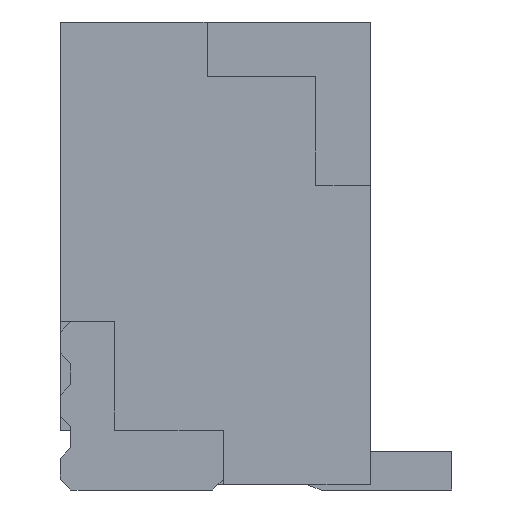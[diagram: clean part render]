
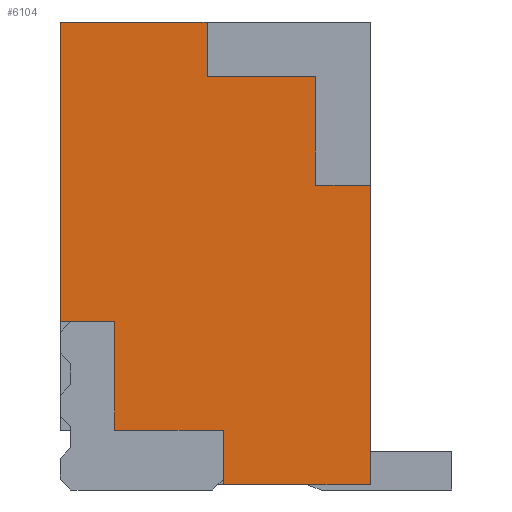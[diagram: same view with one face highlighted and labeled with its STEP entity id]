
A CAD part, left-side view. The second image highlights one B-rep face of the part: STEP entity #6104.
In plain terms, the highlighted planar face has unit normal (-1, 0, 0).
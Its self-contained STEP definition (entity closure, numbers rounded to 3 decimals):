
#244=FACE_OUTER_BOUND('',#568,.T.);
#568=EDGE_LOOP('',(#4845,#4846,#4847,#4848,#4849,#4850,#4851,#4852,#4853,
#4854,#4855,#4856));
#1128=LINE('',#8889,#1958);
#1158=LINE('',#8950,#1988);
#1210=LINE('',#9056,#2040);
#1217=LINE('',#9069,#2047);
#1220=LINE('',#9074,#2050);
#1222=LINE('',#9078,#2052);
#1225=LINE('',#9086,#2055);
#1229=LINE('',#9094,#2059);
#1232=LINE('',#9100,#2062);
#1235=LINE('',#9105,#2065);
#1267=LINE('',#9168,#2097);
#1268=LINE('',#9170,#2098);
#1958=VECTOR('',#7304,2.75);
#1988=VECTOR('',#7352,1.35);
#2040=VECTOR('',#7436,0.5);
#2047=VECTOR('',#7449,0.5);
#2050=VECTOR('',#7454,1.);
#2052=VECTOR('',#7460,1.);
#2055=VECTOR('',#7467,0.5);
#2059=VECTOR('',#7473,1.);
#2062=VECTOR('',#7478,1.);
#2065=VECTOR('',#7483,0.5);
#2097=VECTOR('',#7519,1.35);
#2098=VECTOR('',#7522,2.75);
#2640=VERTEX_POINT('',#8886);
#2641=VERTEX_POINT('',#8888);
#2658=VERTEX_POINT('',#8938);
#2700=VERTEX_POINT('',#9053);
#2701=VERTEX_POINT('',#9055);
#2704=VERTEX_POINT('',#9067);
#2705=VERTEX_POINT('',#9072);
#2707=VERTEX_POINT('',#9084);
#2708=VERTEX_POINT('',#9085);
#2711=VERTEX_POINT('',#9093);
#2713=VERTEX_POINT('',#9099);
#2743=VERTEX_POINT('',#9166);
#3342=EDGE_CURVE('',#2641,#2640,#1128,.T.);
#3372=EDGE_CURVE('',#2658,#2641,#1158,.T.);
#3424=EDGE_CURVE('',#2701,#2700,#1210,.T.);
#3431=EDGE_CURVE('',#2640,#2704,#1217,.T.);
#3434=EDGE_CURVE('',#2704,#2705,#1220,.T.);
#3436=EDGE_CURVE('',#2705,#2701,#1222,.T.);
#3439=EDGE_CURVE('',#2707,#2708,#1225,.T.);
#3443=EDGE_CURVE('',#2708,#2711,#1229,.T.);
#3446=EDGE_CURVE('',#2711,#2713,#1232,.T.);
#3449=EDGE_CURVE('',#2713,#2658,#1235,.T.);
#3481=EDGE_CURVE('',#2700,#2743,#1267,.T.);
#3482=EDGE_CURVE('',#2743,#2707,#1268,.T.);
#4845=ORIENTED_EDGE('',*,*,#3431,.T.);
#4846=ORIENTED_EDGE('',*,*,#3434,.T.);
#4847=ORIENTED_EDGE('',*,*,#3436,.T.);
#4848=ORIENTED_EDGE('',*,*,#3424,.T.);
#4849=ORIENTED_EDGE('',*,*,#3481,.T.);
#4850=ORIENTED_EDGE('',*,*,#3482,.T.);
#4851=ORIENTED_EDGE('',*,*,#3439,.T.);
#4852=ORIENTED_EDGE('',*,*,#3443,.T.);
#4853=ORIENTED_EDGE('',*,*,#3446,.T.);
#4854=ORIENTED_EDGE('',*,*,#3449,.T.);
#4855=ORIENTED_EDGE('',*,*,#3372,.T.);
#4856=ORIENTED_EDGE('',*,*,#3342,.T.);
#5587=PLANE('',#6414);
#6104=ADVANCED_FACE('',(#244),#5587,.T.);
#6414=AXIS2_PLACEMENT_3D('',#9169,#7520,#7521);
#7304=DIRECTION('',(0.,0.,-1.));
#7352=DIRECTION('',(0.,1.,0.));
#7436=DIRECTION('',(0.,0.,-1.));
#7449=DIRECTION('',(0.,-1.,0.));
#7454=DIRECTION('',(0.,0.,-1.));
#7460=DIRECTION('',(0.,-1.,0.));
#7467=DIRECTION('',(0.,1.,0.));
#7473=DIRECTION('',(0.,0.,1.));
#7478=DIRECTION('',(0.,1.,0.));
#7483=DIRECTION('',(0.,0.,1.));
#7519=DIRECTION('',(0.,-1.,0.));
#7520=DIRECTION('center_axis',(-1.,0.,0.));
#7521=DIRECTION('ref_axis',(0.,0.,1.));
#7522=DIRECTION('',(0.,0.,1.));
#8886=CARTESIAN_POINT('',(-4.,2.9,1.5));
#8888=CARTESIAN_POINT('',(-4.,2.9,4.25));
#8889=CARTESIAN_POINT('',(-4.,2.9,4.25));
#8938=CARTESIAN_POINT('',(-4.,1.55,4.25));
#8950=CARTESIAN_POINT('',(-4.,0.05,4.25));
#9053=CARTESIAN_POINT('',(-4.,1.4,0.));
#9055=CARTESIAN_POINT('',(-4.,1.4,0.5));
#9056=CARTESIAN_POINT('',(-4.,1.4,0.986));
#9067=CARTESIAN_POINT('',(-4.,2.4,1.5));
#9069=CARTESIAN_POINT('',(-4.,1.931,1.5));
#9072=CARTESIAN_POINT('',(-4.,2.4,0.5));
#9074=CARTESIAN_POINT('',(-4.,2.4,1.236));
#9078=CARTESIAN_POINT('',(-4.,1.431,0.5));
#9084=CARTESIAN_POINT('',(-4.,0.05,2.75));
#9085=CARTESIAN_POINT('',(-4.,0.55,2.75));
#9086=CARTESIAN_POINT('',(-4.,1.006,2.75));
#9093=CARTESIAN_POINT('',(-4.,0.55,3.75));
#9094=CARTESIAN_POINT('',(-4.,0.55,2.861));
#9099=CARTESIAN_POINT('',(-4.,1.55,3.75));
#9100=CARTESIAN_POINT('',(-4.,1.506,3.75));
#9105=CARTESIAN_POINT('',(-4.,1.55,3.111));
#9166=CARTESIAN_POINT('',(-4.,0.05,0.));
#9168=CARTESIAN_POINT('',(-4.,2.4,0.));
#9169=CARTESIAN_POINT('Origin',(-4.,1.463,1.972));
#9170=CARTESIAN_POINT('',(-4.,0.05,0.));
